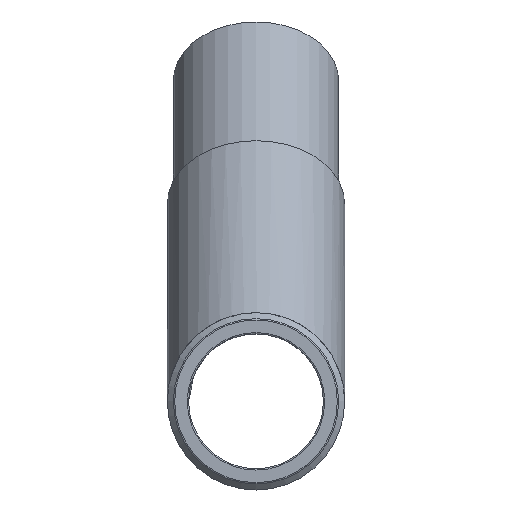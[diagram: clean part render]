
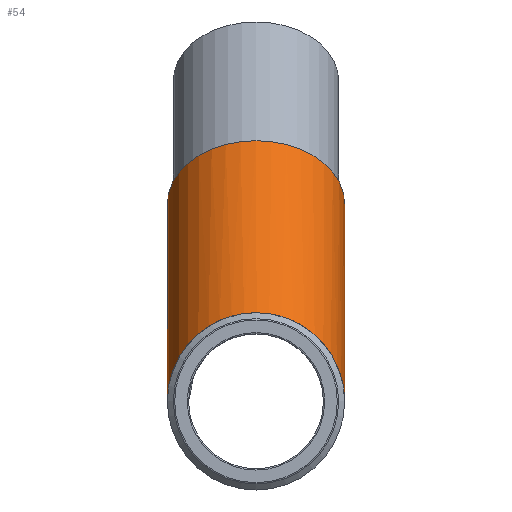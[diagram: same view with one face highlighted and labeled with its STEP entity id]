
A CAD part, left-side view. The second image highlights one B-rep face of the part: STEP entity #54.
In plain terms, the highlighted cylindrical face has radius 33.798 mm (diameter 67.597 mm), a full revolution.
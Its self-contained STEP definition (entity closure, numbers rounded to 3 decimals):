
#54 = ADVANCED_FACE( '', ( #120, #121 ), #122, .T. );
#120 = FACE_OUTER_BOUND( '', #201, .T. );
#121 = FACE_OUTER_BOUND( '', #202, .T. );
#122 = CYLINDRICAL_SURFACE( '', #203, 33.798 );
#201 = EDGE_LOOP( '', ( #289 ) );
#202 = EDGE_LOOP( '', ( #290, #291 ) );
#203 = AXIS2_PLACEMENT_3D( '', #292, #293, #294 );
#289 = ORIENTED_EDGE( '', *, *, #383, .F. );
#290 = ORIENTED_EDGE( '', *, *, #367, .T. );
#291 = ORIENTED_EDGE( '', *, *, #366, .T. );
#292 = CARTESIAN_POINT( '', ( 215.329, 0., 122.329 ) );
#293 = DIRECTION( '', ( -0.707, 0., -0.707 ) );
#294 = DIRECTION( '', ( 0.707, 0., -0.707 ) );
#366 = EDGE_CURVE( '', #406, #407, #408, .T. );
#367 = EDGE_CURVE( '', #407, #406, #409, .F. );
#383 = EDGE_CURVE( '', #434, #434, #435, .T. );
#406 = VERTEX_POINT( '', #466 );
#407 = VERTEX_POINT( '', #467 );
#408 = ELLIPSE( '', #468, 36.583, 33.798 );
#409 = ELLIPSE( '', #469, 88.319, 33.798 );
#434 = VERTEX_POINT( '', #494 );
#435 = CIRCLE( '', #495, 33.798 );
#466 = CARTESIAN_POINT( '', ( 93., 33.798, 0. ) );
#467 = CARTESIAN_POINT( '', ( 93., -33.798, 0. ) );
#468 = AXIS2_PLACEMENT_3D( '', #526, #527, #528 );
#469 = AXIS2_PLACEMENT_3D( '', #529, #530, #531 );
#494 = CARTESIAN_POINT( '', ( 192.349, 0., 51.551 ) );
#495 = AXIS2_PLACEMENT_3D( '', #559, #560, #561 );
#526 = CARTESIAN_POINT( '', ( 93., 0., 0. ) );
#527 = DIRECTION( '', ( 0.924, 0., 0.383 ) );
#528 = DIRECTION( '', ( 0.383, 0., -0.924 ) );
#529 = CARTESIAN_POINT( '', ( 93., 0., 0. ) );
#530 = DIRECTION( '', ( 0.383, 0., -0.924 ) );
#531 = DIRECTION( '', ( 0.924, 0., 0.383 ) );
#559 = CARTESIAN_POINT( '', ( 168.45, 0., 75.45 ) );
#560 = DIRECTION( '', ( 0.707, 0., 0.707 ) );
#561 = DIRECTION( '', ( 0.707, 0., -0.707 ) );
